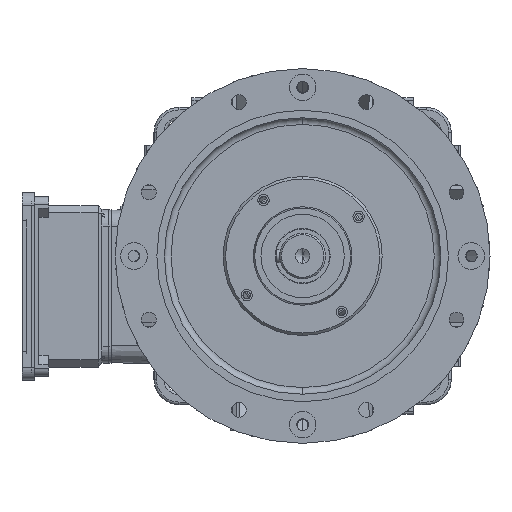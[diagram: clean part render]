
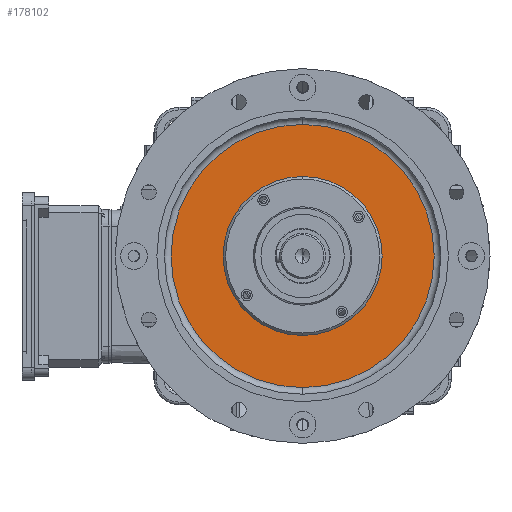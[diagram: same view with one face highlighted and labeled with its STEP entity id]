
A CAD part, left-side view. The second image highlights one B-rep face of the part: STEP entity #178102.
In plain terms, the highlighted planar face has unit normal (-1, 0, 0).
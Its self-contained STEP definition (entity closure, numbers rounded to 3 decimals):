
#651 = FACE_BOUND ( 'NONE', #6305, .T. ) ;
#5953 = CIRCLE ( 'NONE', #96416, 95.5 ) ;
#6305 = EDGE_LOOP ( 'NONE', ( #59080, #76712 ) ) ;
#7240 = CARTESIAN_POINT ( 'NONE',  ( 19.5, 0., 0. ) ) ;
#12044 = DIRECTION ( 'NONE',  ( 1., 0., 0. ) ) ;
#15845 = EDGE_CURVE ( 'NONE', #87100, #26345, #5953, .T. ) ;
#19102 = DIRECTION ( 'NONE',  ( -1., 0., 0. ) ) ;
#19390 = ORIENTED_EDGE ( 'NONE', *, *, #129087, .T. ) ;
#22884 = CARTESIAN_POINT ( 'NONE',  ( 19.5, 0., -158. ) ) ;
#23878 = DIRECTION ( 'NONE',  ( -1., 0., 0. ) ) ;
#26345 = VERTEX_POINT ( 'NONE', #114808 ) ;
#36171 = CARTESIAN_POINT ( 'NONE',  ( 19.5, 0., 0. ) ) ;
#38987 = DIRECTION ( 'NONE',  ( 0., 0., 1. ) ) ;
#42322 = EDGE_CURVE ( 'NONE', #26345, #87100, #125797, .T. ) ;
#50878 = CARTESIAN_POINT ( 'NONE',  ( 19.5, 0., -95.5 ) ) ;
#55482 = DIRECTION ( 'NONE',  ( 0., 0., -1. ) ) ;
#58282 = FACE_OUTER_BOUND ( 'NONE', #154453, .T. ) ;
#59080 = ORIENTED_EDGE ( 'NONE', *, *, #15845, .F. ) ;
#59513 = AXIS2_PLACEMENT_3D ( 'NONE', #36171, #80519, #76823 ) ;
#62536 = DIRECTION ( 'NONE',  ( 0., 0., 1. ) ) ;
#76712 = ORIENTED_EDGE ( 'NONE', *, *, #42322, .F. ) ;
#76823 = DIRECTION ( 'NONE',  ( 0., 0., 1. ) ) ;
#80519 = DIRECTION ( 'NONE',  ( -1., 0., 0. ) ) ;
#85060 = CIRCLE ( 'NONE', #127217, 158. ) ;
#85692 = PLANE ( 'NONE',  #145990 ) ;
#87100 = VERTEX_POINT ( 'NONE', #50878 ) ;
#92667 = CARTESIAN_POINT ( 'NONE',  ( 19.5, 0., 158. ) ) ;
#96416 = AXIS2_PLACEMENT_3D ( 'NONE', #148483, #19102, #62536 ) ;
#108278 = DIRECTION ( 'NONE',  ( 0., 0., 1. ) ) ;
#114808 = CARTESIAN_POINT ( 'NONE',  ( 19.5, 0., 95.5 ) ) ;
#121182 = VERTEX_POINT ( 'NONE', #22884 ) ;
#122419 = DIRECTION ( 'NONE',  ( -1., 0., 0. ) ) ;
#124402 = CIRCLE ( 'NONE', #148576, 158. ) ;
#125797 = CIRCLE ( 'NONE', #59513, 95.5 ) ;
#127217 = AXIS2_PLACEMENT_3D ( 'NONE', #153275, #23878, #38987 ) ;
#129087 = EDGE_CURVE ( 'NONE', #150623, #121182, #124402, .T. ) ;
#135032 = ORIENTED_EDGE ( 'NONE', *, *, #150262, .T. ) ;
#145990 = AXIS2_PLACEMENT_3D ( 'NONE', #173476, #12044, #55482 ) ;
#148483 = CARTESIAN_POINT ( 'NONE',  ( 19.5, 0., 0. ) ) ;
#148576 = AXIS2_PLACEMENT_3D ( 'NONE', #7240, #122419, #108278 ) ;
#150262 = EDGE_CURVE ( 'NONE', #121182, #150623, #85060, .T. ) ;
#150623 = VERTEX_POINT ( 'NONE', #92667 ) ;
#153275 = CARTESIAN_POINT ( 'NONE',  ( 19.5, 0., 0. ) ) ;
#154453 = EDGE_LOOP ( 'NONE', ( #19390, #135032 ) ) ;
#173476 = CARTESIAN_POINT ( 'NONE',  ( 19.5, 158., 0. ) ) ;
#178102 = ADVANCED_FACE ( 'NONE', ( #651, #58282 ), #85692, .F. ) ;
